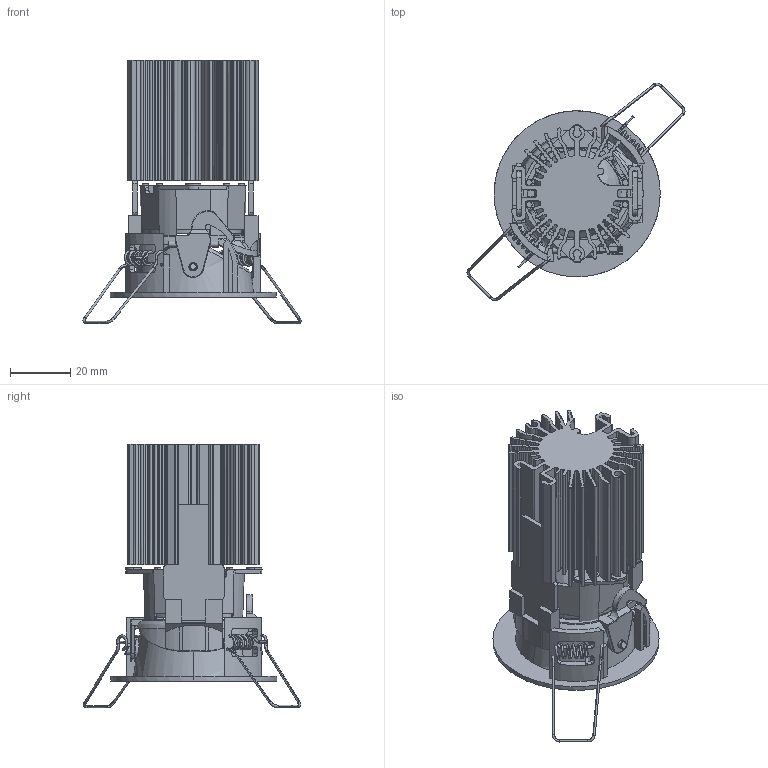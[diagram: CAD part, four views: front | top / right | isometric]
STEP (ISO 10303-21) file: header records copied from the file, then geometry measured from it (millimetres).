
FILE_DESCRIPTION(/* description */ (''),/* implementation_level */ '2;1');
FILE_NAME(/* name */ 'NL4203300_EVERYTHING 55 ROUND ADJ',/* time_stamp */ '2018-04-09T10:56:21+02:00',/* author */ (''),/* organization */ (''),/* preprocessor_version */ 'ST-DEVELOPER v15',/* originating_system */ '',/* authorisation */ '');
FILE_SCHEMA (('CONFIG_CONTROL_DESIGN'));
Length unit declared in the file: metre
Products named in the file (1): Document
Bounding box: 72.24 x 72.09 x 87.42 mm (x, y, z)
Volume: 48350.3 mm3; surface area: 48359.4 mm2
Topology: 6 solids, 12 shells, 1297 faces, 3706 edges, 2409 vertices
Faces by surface type: bspline 778, plane 519
Entity records: 54977 total; most frequent: CARTESIAN_POINT 33809, ORIENTED_EDGE 7351, EDGE_CURVE 3699, VERTEX_POINT 2413, B_SPLINE_CURVE_WITH_KNOTS 2062, EDGE_LOOP 1331, ADVANCED_FACE 1295, FACE_OUTER_BOUND 1295
